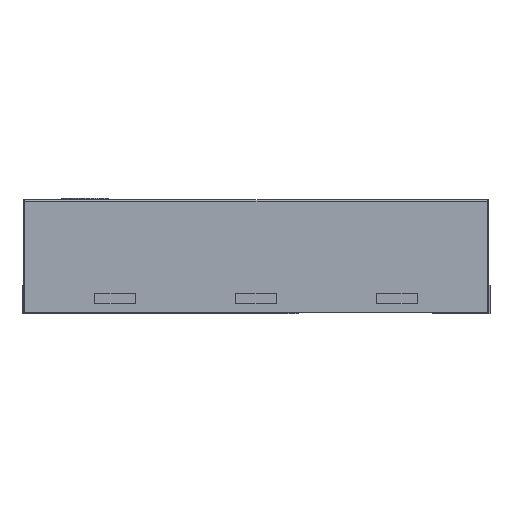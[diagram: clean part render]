
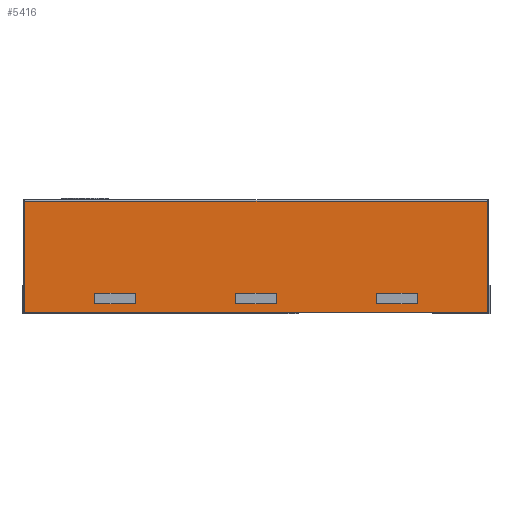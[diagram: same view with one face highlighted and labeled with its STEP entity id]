
A CAD part, left-side view. The second image highlights one B-rep face of the part: STEP entity #5416.
In plain terms, the highlighted planar face has unit normal (-1, 0, 0).
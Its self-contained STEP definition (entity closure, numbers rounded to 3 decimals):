
#3 = EDGE_CURVE ( 'NONE', #7333, #1432, #8800, .T. ) ;
#106 = VECTOR ( 'NONE', #15339, 1000. ) ;
#410 = CARTESIAN_POINT ( 'NONE',  ( -1.65, -1.143, 0.06 ) ) ;
#549 = EDGE_CURVE ( 'NONE', #5770, #2346, #10356, .T. ) ;
#911 = VECTOR ( 'NONE', #16182, 1000. ) ;
#981 = DIRECTION ( 'NONE',  ( 0., 0., -1. ) ) ;
#1154 = LINE ( 'NONE', #5598, #4589 ) ;
#1432 = VERTEX_POINT ( 'NONE', #19075 ) ;
#1702 = LINE ( 'NONE', #13522, #5165 ) ;
#2181 = VERTEX_POINT ( 'NONE', #13752 ) ;
#2346 = VERTEX_POINT ( 'NONE', #9455 ) ;
#2885 = DIRECTION ( 'NONE',  ( 0., 0., -1. ) ) ;
#2909 = DIRECTION ( 'NONE',  ( 0., 0., -1. ) ) ;
#2942 = CARTESIAN_POINT ( 'NONE',  ( -1.65, 1.64, 0. ) ) ;
#3228 = CARTESIAN_POINT ( 'NONE',  ( -1.65, -0.857, 0.06 ) ) ;
#3324 = ORIENTED_EDGE ( 'NONE', *, *, #15524, .T. ) ;
#3540 = CARTESIAN_POINT ( 'NONE',  ( -1.65, -1.143, 0.06 ) ) ;
#4075 = CARTESIAN_POINT ( 'NONE',  ( -1.65, 0.857, 0.135 ) ) ;
#4231 = EDGE_LOOP ( 'NONE', ( #12120, #3324, #16196, #7672 ) ) ;
#4283 = CARTESIAN_POINT ( 'NONE',  ( -1.65, -0.143, 0.06 ) ) ;
#4589 = VECTOR ( 'NONE', #17772, 1000. ) ;
#4838 = DIRECTION ( 'NONE',  ( 0., 0., 1. ) ) ;
#4977 = VERTEX_POINT ( 'NONE', #11258 ) ;
#5007 = LINE ( 'NONE', #9200, #14902 ) ;
#5165 = VECTOR ( 'NONE', #4838, 1000. ) ;
#5311 = CARTESIAN_POINT ( 'NONE',  ( -1.65, 1.64, 0.8 ) ) ;
#5319 = EDGE_CURVE ( 'NONE', #7311, #11912, #16215, .T. ) ;
#5364 = CARTESIAN_POINT ( 'NONE',  ( -1.65, 1.65, 0.79 ) ) ;
#5368 = FACE_BOUND ( 'NONE', #12919, .T. ) ;
#5376 = CARTESIAN_POINT ( 'NONE',  ( -1.65, 0.143, 0.135 ) ) ;
#5416 = ADVANCED_FACE ( 'NONE', ( #16861, #8268, #16954, #5368 ), #9540, .F. ) ;
#5452 = LINE ( 'NONE', #11642, #11449 ) ;
#5506 = EDGE_CURVE ( 'NONE', #4977, #9451, #1702, .T. ) ;
#5598 = CARTESIAN_POINT ( 'NONE',  ( -1.65, -0.143, 0.135 ) ) ;
#5770 = VERTEX_POINT ( 'NONE', #11830 ) ;
#5874 = DIRECTION ( 'NONE',  ( 0., -1., 0. ) ) ;
#6219 = LINE ( 'NONE', #4283, #911 ) ;
#6296 = EDGE_CURVE ( 'NONE', #7141, #11116, #10423, .T. ) ;
#6411 = CARTESIAN_POINT ( 'NONE',  ( -1.65, -1.143, 0.135 ) ) ;
#6688 = CARTESIAN_POINT ( 'NONE',  ( -1.65, -1.64, 0.8 ) ) ;
#6692 = ORIENTED_EDGE ( 'NONE', *, *, #9504, .F. ) ;
#6991 = DIRECTION ( 'NONE',  ( 0., 1., 0. ) ) ;
#7141 = VERTEX_POINT ( 'NONE', #5376 ) ;
#7311 = VERTEX_POINT ( 'NONE', #17536 ) ;
#7333 = VERTEX_POINT ( 'NONE', #6411 ) ;
#7566 = CARTESIAN_POINT ( 'NONE',  ( -1.65, 1.143, 0.06 ) ) ;
#7672 = ORIENTED_EDGE ( 'NONE', *, *, #15943, .T. ) ;
#7880 = VECTOR ( 'NONE', #2885, 1000. ) ;
#7933 = ORIENTED_EDGE ( 'NONE', *, *, #12116, .F. ) ;
#8109 = VERTEX_POINT ( 'NONE', #10435 ) ;
#8154 = DIRECTION ( 'NONE',  ( 0., 0., 1. ) ) ;
#8268 = FACE_OUTER_BOUND ( 'NONE', #4231, .T. ) ;
#8370 = VECTOR ( 'NONE', #11896, 1000. ) ;
#8374 = VERTEX_POINT ( 'NONE', #16830 ) ;
#8754 = DIRECTION ( 'NONE',  ( 0., 0., -1. ) ) ;
#8800 = LINE ( 'NONE', #14731, #8370 ) ;
#8808 = CARTESIAN_POINT ( 'NONE',  ( -1.65, -1.143, 0.06 ) ) ;
#9016 = ORIENTED_EDGE ( 'NONE', *, *, #549, .F. ) ;
#9200 = CARTESIAN_POINT ( 'NONE',  ( -1.65, -0.143, 0.06 ) ) ;
#9421 = CARTESIAN_POINT ( 'NONE',  ( -1.65, -1.64, 0.79 ) ) ;
#9451 = VERTEX_POINT ( 'NONE', #4075 ) ;
#9455 = CARTESIAN_POINT ( 'NONE',  ( -1.65, 1.143, 0.06 ) ) ;
#9504 = EDGE_CURVE ( 'NONE', #2346, #4977, #12221, .T. ) ;
#9540 = PLANE ( 'NONE',  #14491 ) ;
#9901 = VECTOR ( 'NONE', #6991, 1000. ) ;
#10008 = EDGE_LOOP ( 'NONE', ( #13452, #18361, #13095, #18691 ) ) ;
#10124 = VERTEX_POINT ( 'NONE', #17826 ) ;
#10356 = LINE ( 'NONE', #19023, #12436 ) ;
#10389 = VERTEX_POINT ( 'NONE', #2942 ) ;
#10423 = LINE ( 'NONE', #11966, #7880 ) ;
#10435 = CARTESIAN_POINT ( 'NONE',  ( -1.65, -1.64, 0. ) ) ;
#10639 = EDGE_CURVE ( 'NONE', #11912, #7333, #13583, .T. ) ;
#10866 = VECTOR ( 'NONE', #981, 1000. ) ;
#11116 = VERTEX_POINT ( 'NONE', #11476 ) ;
#11258 = CARTESIAN_POINT ( 'NONE',  ( -1.65, 0.857, 0.06 ) ) ;
#11368 = CARTESIAN_POINT ( 'NONE',  ( -1.65, 1.65, 0.8 ) ) ;
#11449 = VECTOR ( 'NONE', #19053, 1000. ) ;
#11476 = CARTESIAN_POINT ( 'NONE',  ( -1.65, 0.143, 0.06 ) ) ;
#11642 = CARTESIAN_POINT ( 'NONE',  ( -1.65, 1.143, 0.135 ) ) ;
#11830 = CARTESIAN_POINT ( 'NONE',  ( -1.65, 1.143, 0.135 ) ) ;
#11896 = DIRECTION ( 'NONE',  ( 0., 1., 0. ) ) ;
#11912 = VERTEX_POINT ( 'NONE', #3540 ) ;
#11966 = CARTESIAN_POINT ( 'NONE',  ( -1.65, 0.143, 0.06 ) ) ;
#11994 = DIRECTION ( 'NONE',  ( 0., 0., 1. ) ) ;
#12116 = EDGE_CURVE ( 'NONE', #2181, #10124, #5007, .T. ) ;
#12120 = ORIENTED_EDGE ( 'NONE', *, *, #19118, .T. ) ;
#12221 = LINE ( 'NONE', #7566, #17161 ) ;
#12436 = VECTOR ( 'NONE', #2909, 1000. ) ;
#12696 = VECTOR ( 'NONE', #8754, 1000. ) ;
#12919 = EDGE_LOOP ( 'NONE', ( #6692, #9016, #18568, #17903 ) ) ;
#12971 = DIRECTION ( 'NONE',  ( 0., -1., 0. ) ) ;
#13095 = ORIENTED_EDGE ( 'NONE', *, *, #10639, .F. ) ;
#13267 = CARTESIAN_POINT ( 'NONE',  ( -1.65, 1.65, 0. ) ) ;
#13452 = ORIENTED_EDGE ( 'NONE', *, *, #15424, .F. ) ;
#13522 = CARTESIAN_POINT ( 'NONE',  ( -1.65, 0.857, 0.06 ) ) ;
#13583 = LINE ( 'NONE', #410, #106 ) ;
#13752 = CARTESIAN_POINT ( 'NONE',  ( -1.65, -0.143, 0.06 ) ) ;
#14096 = LINE ( 'NONE', #6688, #16768 ) ;
#14174 = VECTOR ( 'NONE', #5874, 1000. ) ;
#14204 = LINE ( 'NONE', #5364, #9901 ) ;
#14248 = EDGE_CURVE ( 'NONE', #11116, #2181, #6219, .T. ) ;
#14491 = AXIS2_PLACEMENT_3D ( 'NONE', #11368, #19059, #17719 ) ;
#14604 = ORIENTED_EDGE ( 'NONE', *, *, #14248, .F. ) ;
#14731 = CARTESIAN_POINT ( 'NONE',  ( -1.65, -1.143, 0.135 ) ) ;
#14902 = VECTOR ( 'NONE', #11994, 1000. ) ;
#15159 = VECTOR ( 'NONE', #12971, 1000. ) ;
#15302 = EDGE_CURVE ( 'NONE', #9451, #5770, #5452, .T. ) ;
#15339 = DIRECTION ( 'NONE',  ( 0., 0., 1. ) ) ;
#15407 = EDGE_CURVE ( 'NONE', #15518, #8374, #14204, .T. ) ;
#15424 = EDGE_CURVE ( 'NONE', #1432, #7311, #16537, .T. ) ;
#15461 = EDGE_LOOP ( 'NONE', ( #16193, #7933, #14604, #17880 ) ) ;
#15518 = VERTEX_POINT ( 'NONE', #9421 ) ;
#15524 = EDGE_CURVE ( 'NONE', #8109, #15518, #14096, .T. ) ;
#15943 = EDGE_CURVE ( 'NONE', #8374, #10389, #16018, .T. ) ;
#16018 = LINE ( 'NONE', #5311, #10866 ) ;
#16182 = DIRECTION ( 'NONE',  ( 0., -1., 0. ) ) ;
#16193 = ORIENTED_EDGE ( 'NONE', *, *, #19090, .F. ) ;
#16196 = ORIENTED_EDGE ( 'NONE', *, *, #15407, .T. ) ;
#16215 = LINE ( 'NONE', #8808, #14174 ) ;
#16537 = LINE ( 'NONE', #3228, #12696 ) ;
#16768 = VECTOR ( 'NONE', #8154, 1000. ) ;
#16830 = CARTESIAN_POINT ( 'NONE',  ( -1.65, 1.64, 0.79 ) ) ;
#16861 = FACE_BOUND ( 'NONE', #10008, .T. ) ;
#16954 = FACE_BOUND ( 'NONE', #15461, .T. ) ;
#17161 = VECTOR ( 'NONE', #18079, 1000. ) ;
#17536 = CARTESIAN_POINT ( 'NONE',  ( -1.65, -0.857, 0.06 ) ) ;
#17719 = DIRECTION ( 'NONE',  ( 0., 1., 0. ) ) ;
#17772 = DIRECTION ( 'NONE',  ( 0., 1., 0. ) ) ;
#17826 = CARTESIAN_POINT ( 'NONE',  ( -1.65, -0.143, 0.135 ) ) ;
#17880 = ORIENTED_EDGE ( 'NONE', *, *, #6296, .F. ) ;
#17903 = ORIENTED_EDGE ( 'NONE', *, *, #5506, .F. ) ;
#18079 = DIRECTION ( 'NONE',  ( 0., -1., 0. ) ) ;
#18361 = ORIENTED_EDGE ( 'NONE', *, *, #3, .F. ) ;
#18568 = ORIENTED_EDGE ( 'NONE', *, *, #15302, .F. ) ;
#18691 = ORIENTED_EDGE ( 'NONE', *, *, #5319, .F. ) ;
#18832 = LINE ( 'NONE', #13267, #15159 ) ;
#19023 = CARTESIAN_POINT ( 'NONE',  ( -1.65, 1.143, 0.06 ) ) ;
#19053 = DIRECTION ( 'NONE',  ( 0., 1., 0. ) ) ;
#19059 = DIRECTION ( 'NONE',  ( 1., 0., 0. ) ) ;
#19075 = CARTESIAN_POINT ( 'NONE',  ( -1.65, -0.857, 0.135 ) ) ;
#19090 = EDGE_CURVE ( 'NONE', #10124, #7141, #1154, .T. ) ;
#19118 = EDGE_CURVE ( 'NONE', #10389, #8109, #18832, .T. ) ;
